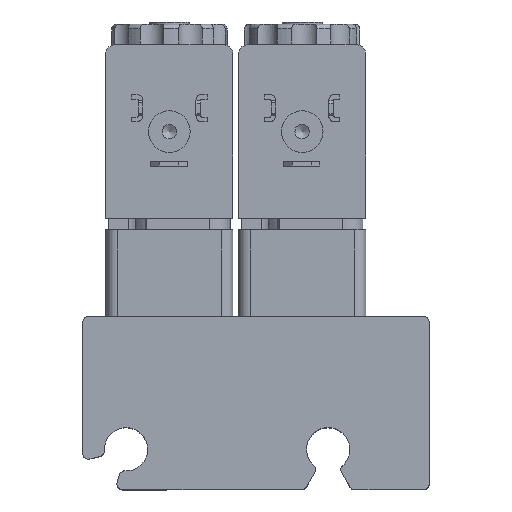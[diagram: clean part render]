
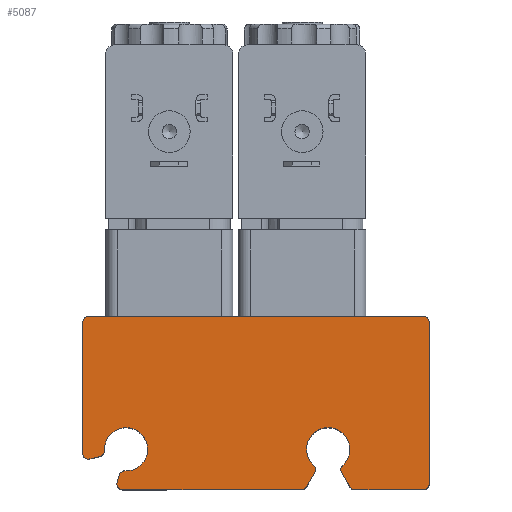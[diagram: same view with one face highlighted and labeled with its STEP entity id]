
A CAD part, top view. The second image highlights one B-rep face of the part: STEP entity #5087.
In plain terms, the highlighted planar face has unit normal (0, 0, 1).
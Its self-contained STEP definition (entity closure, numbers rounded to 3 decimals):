
#75=CARTESIAN_POINT('',(-10.197,-15.66,24.));
#76=VERTEX_POINT('',#75);
#91=CARTESIAN_POINT('',(20.757,-15.66,24.));
#92=VERTEX_POINT('',#91);
#99=CARTESIAN_POINT('',(20.757,-15.66,24.));
#100=DIRECTION('',(-1.0,0.0,0.0));
#101=VECTOR('',#100,30.954);
#102=LINE('',#99,#101);
#103=EDGE_CURVE('',#92,#76,#102,.T.);
#4849=CARTESIAN_POINT('',(-13.37,-8.846,24.));
#4850=VERTEX_POINT('',#4849);
#4851=CARTESIAN_POINT('',(-14.11,-9.862,24.));
#4852=VERTEX_POINT('',#4851);
#4853=CARTESIAN_POINT('',(-14.368,-8.896,24.));
#4854=DIRECTION('',(0.0,0.0,-1.0));
#4855=DIRECTION('',(0.808,-0.589,0.0));
#4856=AXIS2_PLACEMENT_3D('',#4853,#4854,#4855);
#4857=CIRCLE('',#4856,1.0);
#4858=EDGE_CURVE('',#4850,#4852,#4857,.T.);
#4892=CARTESIAN_POINT('',(-15.866,-10.332,24.));
#4893=VERTEX_POINT('',#4892);
#4894=CARTESIAN_POINT('',(-14.11,-9.862,24.));
#4895=DIRECTION('',(-0.966,-0.259,0.0));
#4896=VECTOR('',#4895,1.818);
#4897=LINE('',#4894,#4896);
#4898=EDGE_CURVE('',#4852,#4893,#4897,.T.);
#4917=CARTESIAN_POINT('',(12.516,-1.735,24.));
#4918=DIRECTION('',(0.0,0.0,1.0));
#4919=DIRECTION('',(1.0,0.0,0.0));
#4920=AXIS2_PLACEMENT_3D('',#4917,#4918,#4919);
#4921=PLANE('',#4920);
#4922=ORIENTED_EDGE('',*,*,#4858,.F.);
#4923=CARTESIAN_POINT('',(-9.811,-12.405,24.));
#4924=VERTEX_POINT('',#4923);
#4925=CARTESIAN_POINT('',(-9.624,-8.66,24.));
#4926=DIRECTION('',(0.0,0.0,1.0));
#4927=DIRECTION('',(0.259,0.966,0.0));
#4928=AXIS2_PLACEMENT_3D('',#4925,#4926,#4927);
#4929=CIRCLE('',#4928,3.75);
#4930=EDGE_CURVE('',#4924,#4850,#4929,.T.);
#4931=ORIENTED_EDGE('',*,*,#4930,.F.);
#4932=CARTESIAN_POINT('',(-10.826,-13.145,24.));
#4933=VERTEX_POINT('',#4932);
#4934=CARTESIAN_POINT('',(-9.86,-13.404,24.));
#4935=DIRECTION('',(0.0,0.0,-1.0));
#4936=DIRECTION('',(-0.589,0.808,0.0));
#4937=AXIS2_PLACEMENT_3D('',#4934,#4935,#4936);
#4938=CIRCLE('',#4937,1.0);
#4939=EDGE_CURVE('',#4933,#4924,#4938,.T.);
#4940=ORIENTED_EDGE('',*,*,#4939,.F.);
#4941=CARTESIAN_POINT('',(-11.163,-14.401,24.));
#4942=VERTEX_POINT('',#4941);
#4943=CARTESIAN_POINT('',(-11.163,-14.401,24.));
#4944=DIRECTION('',(0.259,0.966,0.0));
#4945=VECTOR('',#4944,1.3);
#4946=LINE('',#4943,#4945);
#4947=EDGE_CURVE('',#4942,#4933,#4946,.T.);
#4948=ORIENTED_EDGE('',*,*,#4947,.F.);
#4949=CARTESIAN_POINT('',(-10.197,-14.66,24.));
#4950=DIRECTION('',(0.0,0.0,-1.0));
#4951=DIRECTION('',(-0.793,-0.609,0.0));
#4952=AXIS2_PLACEMENT_3D('',#4949,#4950,#4951);
#4953=CIRCLE('',#4952,1.0);
#4954=EDGE_CURVE('',#76,#4942,#4953,.T.);
#4955=ORIENTED_EDGE('',*,*,#4954,.F.);
#4956=ORIENTED_EDGE('',*,*,#103,.F.);
#4957=CARTESIAN_POINT('',(21.623,-15.16,24.));
#4958=VERTEX_POINT('',#4957);
#4959=CARTESIAN_POINT('',(20.757,-14.66,24.));
#4960=DIRECTION('',(0.0,0.0,-1.0));
#4961=DIRECTION('',(0.5,-0.866,0.0));
#4962=AXIS2_PLACEMENT_3D('',#4959,#4960,#4961);
#4963=CIRCLE('',#4962,1.0);
#4964=EDGE_CURVE('',#4958,#92,#4963,.T.);
#4965=ORIENTED_EDGE('',*,*,#4964,.F.);
#4966=CARTESIAN_POINT('',(23.054,-12.681,24.));
#4967=VERTEX_POINT('',#4966);
#4968=CARTESIAN_POINT('',(23.054,-12.681,24.));
#4969=DIRECTION('',(-0.5,-0.866,0.0));
#4970=VECTOR('',#4969,2.862);
#4971=LINE('',#4968,#4970);
#4972=EDGE_CURVE('',#4967,#4958,#4971,.T.);
#4973=ORIENTED_EDGE('',*,*,#4972,.F.);
#4974=CARTESIAN_POINT('',(22.859,-11.44,24.));
#4975=VERTEX_POINT('',#4974);
#4976=CARTESIAN_POINT('',(22.188,-12.181,24.));
#4977=DIRECTION('',(0.0,0.0,-1.0));
#4978=DIRECTION('',(0.988,0.155,0.0));
#4979=AXIS2_PLACEMENT_3D('',#4976,#4977,#4978);
#4980=CIRCLE('',#4979,1.0);
#4981=EDGE_CURVE('',#4975,#4967,#4980,.T.);
#4982=ORIENTED_EDGE('',*,*,#4981,.F.);
#4983=CARTESIAN_POINT('',(27.892,-11.44,24.));
#4984=VERTEX_POINT('',#4983);
#4985=CARTESIAN_POINT('',(25.376,-8.66,24.));
#4986=DIRECTION('',(0.0,0.0,1.0));
#4987=DIRECTION('',(-0.5,0.866,0.0));
#4988=AXIS2_PLACEMENT_3D('',#4985,#4986,#4987);
#4989=CIRCLE('',#4988,3.75);
#4990=EDGE_CURVE('',#4984,#4975,#4989,.T.);
#4991=ORIENTED_EDGE('',*,*,#4990,.F.);
#4992=CARTESIAN_POINT('',(27.697,-12.681,24.));
#4993=VERTEX_POINT('',#4992);
#4994=CARTESIAN_POINT('',(28.563,-12.181,24.));
#4995=DIRECTION('',(0.0,0.0,-1.0));
#4996=DIRECTION('',(-0.988,0.155,0.0));
#4997=AXIS2_PLACEMENT_3D('',#4994,#4995,#4996);
#4998=CIRCLE('',#4997,1.0);
#4999=EDGE_CURVE('',#4993,#4984,#4998,.T.);
#5000=ORIENTED_EDGE('',*,*,#4999,.F.);
#5001=CARTESIAN_POINT('',(29.128,-15.16,24.));
#5002=VERTEX_POINT('',#5001);
#5003=CARTESIAN_POINT('',(29.128,-15.16,24.));
#5004=DIRECTION('',(-0.5,0.866,0.0));
#5005=VECTOR('',#5004,2.862);
#5006=LINE('',#5003,#5005);
#5007=EDGE_CURVE('',#5002,#4993,#5006,.T.);
#5008=ORIENTED_EDGE('',*,*,#5007,.F.);
#5009=CARTESIAN_POINT('',(29.994,-15.66,24.));
#5010=VERTEX_POINT('',#5009);
#5011=CARTESIAN_POINT('',(29.994,-14.66,24.));
#5012=DIRECTION('',(0.0,0.0,-1.0));
#5013=DIRECTION('',(-0.5,-0.866,0.0));
#5014=AXIS2_PLACEMENT_3D('',#5011,#5012,#5013);
#5015=CIRCLE('',#5014,1.0);
#5016=EDGE_CURVE('',#5010,#5002,#5015,.T.);
#5017=ORIENTED_EDGE('',*,*,#5016,.F.);
#5018=CARTESIAN_POINT('',(41.876,-15.66,24.));
#5019=VERTEX_POINT('',#5018);
#5020=CARTESIAN_POINT('',(41.876,-15.66,24.));
#5021=DIRECTION('',(-1.0,0.0,0.0));
#5022=VECTOR('',#5021,11.881);
#5023=LINE('',#5020,#5022);
#5024=EDGE_CURVE('',#5019,#5010,#5023,.T.);
#5025=ORIENTED_EDGE('',*,*,#5024,.F.);
#5026=CARTESIAN_POINT('',(42.876,-14.66,24.));
#5027=VERTEX_POINT('',#5026);
#5028=CARTESIAN_POINT('',(41.876,-14.66,24.));
#5029=DIRECTION('',(0.0,0.0,-1.0));
#5030=DIRECTION('',(0.707,-0.707,0.0));
#5031=AXIS2_PLACEMENT_3D('',#5028,#5029,#5030);
#5032=CIRCLE('',#5031,1.0);
#5033=EDGE_CURVE('',#5027,#5019,#5032,.T.);
#5034=ORIENTED_EDGE('',*,*,#5033,.F.);
#5035=CARTESIAN_POINT('',(42.876,13.34,24.));
#5036=VERTEX_POINT('',#5035);
#5037=CARTESIAN_POINT('',(42.876,13.34,24.));
#5038=DIRECTION('',(0.0,-1.0,0.0));
#5039=VECTOR('',#5038,28.0);
#5040=LINE('',#5037,#5039);
#5041=EDGE_CURVE('',#5036,#5027,#5040,.T.);
#5042=ORIENTED_EDGE('',*,*,#5041,.F.);
#5043=CARTESIAN_POINT('',(41.876,14.34,24.));
#5044=VERTEX_POINT('',#5043);
#5045=CARTESIAN_POINT('',(41.876,13.34,24.));
#5046=DIRECTION('',(0.0,0.0,-1.0));
#5047=DIRECTION('',(0.707,0.707,0.0));
#5048=AXIS2_PLACEMENT_3D('',#5045,#5046,#5047);
#5049=CIRCLE('',#5048,1.0);
#5050=EDGE_CURVE('',#5044,#5036,#5049,.T.);
#5051=ORIENTED_EDGE('',*,*,#5050,.F.);
#5052=CARTESIAN_POINT('',(-16.124,14.34,24.));
#5053=VERTEX_POINT('',#5052);
#5054=CARTESIAN_POINT('',(-16.124,14.34,24.));
#5055=DIRECTION('',(1.0,0.0,0.0));
#5056=VECTOR('',#5055,58.);
#5057=LINE('',#5054,#5056);
#5058=EDGE_CURVE('',#5053,#5044,#5057,.T.);
#5059=ORIENTED_EDGE('',*,*,#5058,.F.);
#5060=CARTESIAN_POINT('',(-17.124,13.34,24.));
#5061=VERTEX_POINT('',#5060);
#5062=CARTESIAN_POINT('',(-16.124,13.34,24.));
#5063=DIRECTION('',(0.0,0.0,-1.0));
#5064=DIRECTION('',(-0.707,0.707,0.0));
#5065=AXIS2_PLACEMENT_3D('',#5062,#5063,#5064);
#5066=CIRCLE('',#5065,1.0);
#5067=EDGE_CURVE('',#5061,#5053,#5066,.T.);
#5068=ORIENTED_EDGE('',*,*,#5067,.F.);
#5069=CARTESIAN_POINT('',(-17.124,-9.366,24.));
#5070=VERTEX_POINT('',#5069);
#5071=CARTESIAN_POINT('',(-17.124,-9.366,24.));
#5072=DIRECTION('',(0.0,1.0,0.0));
#5073=VECTOR('',#5072,22.706);
#5074=LINE('',#5071,#5073);
#5075=EDGE_CURVE('',#5070,#5061,#5074,.T.);
#5076=ORIENTED_EDGE('',*,*,#5075,.F.);
#5077=CARTESIAN_POINT('',(-16.124,-9.366,24.));
#5078=DIRECTION('',(0.0,0.0,-1.0));
#5079=DIRECTION('',(-0.609,-0.793,0.0));
#5080=AXIS2_PLACEMENT_3D('',#5077,#5078,#5079);
#5081=CIRCLE('',#5080,1.0);
#5082=EDGE_CURVE('',#4893,#5070,#5081,.T.);
#5083=ORIENTED_EDGE('',*,*,#5082,.F.);
#5084=ORIENTED_EDGE('',*,*,#4898,.F.);
#5085=EDGE_LOOP('',(#4922,#4931,#4940,#4948,#4955,#4956,#4965,#4973,#4982,#4991,#5000,#5008,#5017,#5025,#5034,#5042,#5051,#5059,#5068,#5076,#5083,#5084));
#5086=FACE_OUTER_BOUND('',#5085,.T.);
#5087=ADVANCED_FACE('',(#5086),#4921,.T.);
